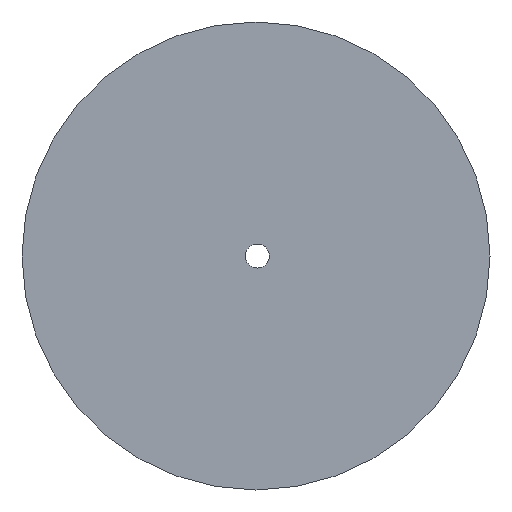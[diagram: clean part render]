
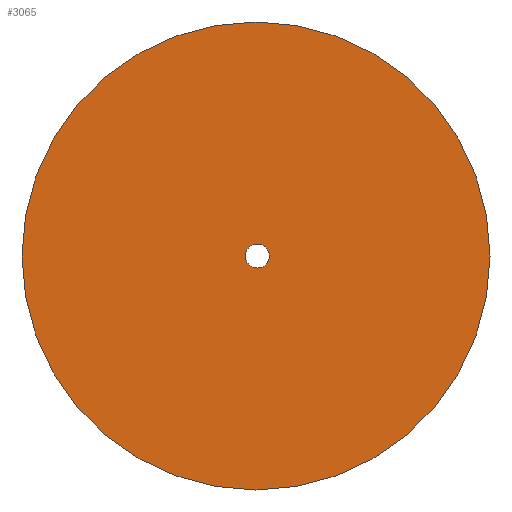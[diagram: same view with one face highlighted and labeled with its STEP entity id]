
A CAD part, front view. The second image highlights one B-rep face of the part: STEP entity #3065.
In plain terms, the highlighted planar face has unit normal (0, -1, 0).
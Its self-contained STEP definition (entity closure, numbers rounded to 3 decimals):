
#107 = CARTESIAN_POINT ( 'NONE',  ( -58.5, 0., 0. ) ) ;
#108 = DIRECTION ( 'NONE',  ( 0., 0., -1. ) ) ;
#130 = PLANE ( 'NONE',  #2717 ) ;
#158 = ORIENTED_EDGE ( 'NONE', *, *, #2503, .F. ) ;
#269 = DIRECTION ( 'NONE',  ( 0., -1., 0. ) ) ;
#376 = EDGE_LOOP ( 'NONE', ( #945, #2307 ) ) ;
#860 = AXIS2_PLACEMENT_3D ( 'NONE', #2748, #1130, #3018 ) ;
#910 = ORIENTED_EDGE ( 'NONE', *, *, #2865, .F. ) ;
#935 = DIRECTION ( 'NONE',  ( 0., 0., -1. ) ) ;
#945 = ORIENTED_EDGE ( 'NONE', *, *, #3220, .T. ) ;
#966 = EDGE_LOOP ( 'NONE', ( #910, #158 ) ) ;
#1130 = DIRECTION ( 'NONE',  ( 0., -1., 0. ) ) ;
#1132 = VERTEX_POINT ( 'NONE', #1422 ) ;
#1276 = CARTESIAN_POINT ( 'NONE',  ( 0.335, 0., 2.989 ) ) ;
#1316 = CIRCLE ( 'NONE', #1488, 3. ) ;
#1422 = CARTESIAN_POINT ( 'NONE',  ( 58.5, 0., 0. ) ) ;
#1488 = AXIS2_PLACEMENT_3D ( 'NONE', #3337, #1736, #108 ) ;
#1568 = DIRECTION ( 'NONE',  ( 0., -1., 0. ) ) ;
#1618 = FACE_BOUND ( 'NONE', #966, .T. ) ;
#1731 = EDGE_CURVE ( 'NONE', #3004, #1132, #3347, .T. ) ;
#1736 = DIRECTION ( 'NONE',  ( 0., -1., 0. ) ) ;
#1750 = CARTESIAN_POINT ( 'NONE',  ( 58.5, 0., 0. ) ) ;
#1838 = CIRCLE ( 'NONE', #1948, 58.5 ) ;
#1903 = CARTESIAN_POINT ( 'NONE',  ( 0.335, 0., -0.011 ) ) ;
#1935 = CIRCLE ( 'NONE', #2530, 3. ) ;
#1948 = AXIS2_PLACEMENT_3D ( 'NONE', #3174, #1568, #3432 ) ;
#2179 = DIRECTION ( 'NONE',  ( 0., 0., -1. ) ) ;
#2272 = FACE_OUTER_BOUND ( 'NONE', #376, .T. ) ;
#2307 = ORIENTED_EDGE ( 'NONE', *, *, #1731, .T. ) ;
#2503 = EDGE_CURVE ( 'NONE', #3192, #3446, #1935, .T. ) ;
#2530 = AXIS2_PLACEMENT_3D ( 'NONE', #1903, #269, #2179 ) ;
#2573 = DIRECTION ( 'NONE',  ( 0., -1., 0. ) ) ;
#2717 = AXIS2_PLACEMENT_3D ( 'NONE', #1750, #2573, #935 ) ;
#2748 = CARTESIAN_POINT ( 'NONE',  ( 0., 0., 0. ) ) ;
#2865 = EDGE_CURVE ( 'NONE', #3446, #3192, #1316, .T. ) ;
#3004 = VERTEX_POINT ( 'NONE', #107 ) ;
#3018 = DIRECTION ( 'NONE',  ( 0., 0., -1. ) ) ;
#3065 = ADVANCED_FACE ( 'NONE', ( #1618, #2272 ), #130, .T. ) ;
#3157 = CARTESIAN_POINT ( 'NONE',  ( 0.335, 0., -3.011 ) ) ;
#3174 = CARTESIAN_POINT ( 'NONE',  ( 0., 0., 0. ) ) ;
#3192 = VERTEX_POINT ( 'NONE', #1276 ) ;
#3220 = EDGE_CURVE ( 'NONE', #1132, #3004, #1838, .T. ) ;
#3337 = CARTESIAN_POINT ( 'NONE',  ( 0.335, 0., -0.011 ) ) ;
#3347 = CIRCLE ( 'NONE', #860, 58.5 ) ;
#3432 = DIRECTION ( 'NONE',  ( 0., 0., -1. ) ) ;
#3446 = VERTEX_POINT ( 'NONE', #3157 ) ;
